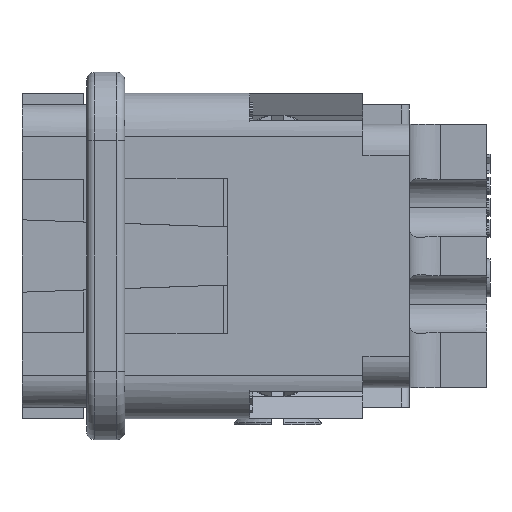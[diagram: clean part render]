
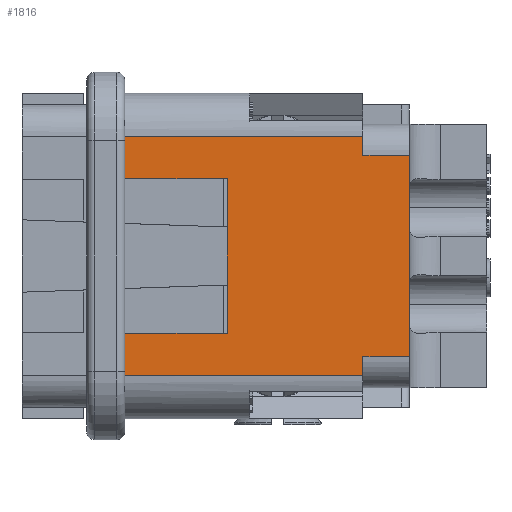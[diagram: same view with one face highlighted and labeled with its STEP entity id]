
A CAD part, left-side view. The second image highlights one B-rep face of the part: STEP entity #1816.
In plain terms, the highlighted planar face has unit normal (-1, 0, 0).
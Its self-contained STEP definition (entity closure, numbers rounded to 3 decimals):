
#560=FACE_OUTER_BOUND('',#4642,.T.);
#1816=ADVANCED_FACE('90',(#560),#3058,.T.);
#3058=PLANE('',#25387);
#4642=EDGE_LOOP('',(#6325,#6326,#6327,#6328,#6329,#6330,#6331,#6332,#6333,
#6334,#6335,#6336));
#6325=ORIENTED_EDGE('',*,*,#15817,.F.);
#6326=ORIENTED_EDGE('',*,*,#15818,.F.);
#6327=ORIENTED_EDGE('',*,*,#15819,.T.);
#6328=ORIENTED_EDGE('',*,*,#15788,.F.);
#6329=ORIENTED_EDGE('',*,*,#15816,.T.);
#6330=ORIENTED_EDGE('',*,*,#15820,.T.);
#6331=ORIENTED_EDGE('',*,*,#15821,.F.);
#6332=ORIENTED_EDGE('',*,*,#15822,.T.);
#6333=ORIENTED_EDGE('',*,*,#15823,.F.);
#6334=ORIENTED_EDGE('',*,*,#15824,.T.);
#6335=ORIENTED_EDGE('',*,*,#15825,.F.);
#6336=ORIENTED_EDGE('',*,*,#15792,.F.);
#13345=VERTEX_POINT('',#33759);
#13346=VERTEX_POINT('',#33760);
#13349=VERTEX_POINT('',#33766);
#13350=VERTEX_POINT('',#33768);
#13372=VERTEX_POINT('',#33814);
#13373=VERTEX_POINT('',#33818);
#13374=VERTEX_POINT('',#33820);
#13375=VERTEX_POINT('',#33823);
#13376=VERTEX_POINT('',#33825);
#13377=VERTEX_POINT('',#33827);
#13378=VERTEX_POINT('',#33829);
#13379=VERTEX_POINT('',#33831);
#15788=EDGE_CURVE('5815',#13345,#13346,#19302,.T.);
#15792=EDGE_CURVE('5816',#13349,#13350,#19306,.T.);
#15816=EDGE_CURVE('5942',#13345,#13372,#19324,.T.);
#15817=EDGE_CURVE('5995',#13373,#13349,#19325,.T.);
#15818=EDGE_CURVE('4483',#13374,#13373,#19326,.T.);
#15819=EDGE_CURVE('5994',#13374,#13346,#19327,.T.);
#15820=EDGE_CURVE('4799',#13372,#13375,#19328,.T.);
#15821=EDGE_CURVE('4878',#13376,#13375,#19329,.T.);
#15822=EDGE_CURVE('',#13376,#13377,#19330,.T.);
#15823=EDGE_CURVE('4877',#13378,#13377,#19331,.T.);
#15824=EDGE_CURVE('4800',#13378,#13379,#19332,.T.);
#15825=EDGE_CURVE('5943',#13350,#13379,#19333,.T.);
#19302=LINE('',#33758,#22343);
#19306=LINE('',#33767,#22347);
#19324=LINE('',#33815,#22365);
#19325=LINE('',#33817,#22366);
#19326=LINE('',#33819,#22367);
#19327=LINE('',#33821,#22368);
#19328=LINE('',#33822,#22369);
#19329=LINE('',#33824,#22370);
#19330=LINE('',#33826,#22371);
#19331=LINE('',#33828,#22372);
#19332=LINE('',#33830,#22373);
#19333=LINE('',#33832,#22374);
#22343=VECTOR('',#27342,1.);
#22347=VECTOR('',#27346,1.);
#22365=VECTOR('',#27378,1.);
#22366=VECTOR('',#27381,1.);
#22367=VECTOR('',#27382,1.);
#22368=VECTOR('',#27383,1.);
#22369=VECTOR('',#27384,1.);
#22370=VECTOR('',#27385,1.);
#22371=VECTOR('',#27386,1.);
#22372=VECTOR('',#27387,1.);
#22373=VECTOR('',#27388,1.);
#22374=VECTOR('',#27389,1.);
#25387=AXIS2_PLACEMENT_3D('',#33833,#27390,#27391);
#27342=DIRECTION('',(0.,0.,1.));
#27346=DIRECTION('',(0.,0.,1.));
#27378=DIRECTION('',(0.,-1.,0.));
#27381=DIRECTION('',(0.,1.,0.));
#27382=DIRECTION('',(0.,0.,1.));
#27383=DIRECTION('',(0.,1.,0.));
#27384=DIRECTION('',(0.,0.,1.));
#27385=DIRECTION('',(0.,1.,0.));
#27386=DIRECTION('',(0.,0.,1.));
#27387=DIRECTION('',(0.,-1.,0.));
#27388=DIRECTION('',(0.,0.,1.));
#27389=DIRECTION('',(0.,-1.,0.));
#27390=DIRECTION('',(-1.,0.,0.));
#27391=DIRECTION('',(0.,0.,-1.));
#33758=CARTESIAN_POINT('',(-10.5,-6.625,-7.7));
#33759=CARTESIAN_POINT('',(-10.5,-6.625,-7.7));
#33760=CARTESIAN_POINT('',(-10.5,-6.625,-5.));
#33766=CARTESIAN_POINT('',(-10.5,-6.625,5.));
#33767=CARTESIAN_POINT('',(-10.5,-6.625,5.));
#33768=CARTESIAN_POINT('',(-10.5,-6.625,7.7));
#33814=CARTESIAN_POINT('',(-10.5,-22.,-7.7));
#33815=CARTESIAN_POINT('',(-10.5,-6.625,-7.7));
#33817=CARTESIAN_POINT('',(-10.5,-22.,5.));
#33818=CARTESIAN_POINT('',(-10.5,-13.25,5.));
#33819=CARTESIAN_POINT('',(-10.5,-13.25,-4.9));
#33820=CARTESIAN_POINT('',(-10.5,-13.25,-5.));
#33821=CARTESIAN_POINT('',(-10.5,-22.,-5.));
#33822=CARTESIAN_POINT('',(-10.5,-22.,-7.7));
#33823=CARTESIAN_POINT('',(-10.5,-22.,-6.5));
#33824=CARTESIAN_POINT('',(-10.5,-24.2,-6.5));
#33825=CARTESIAN_POINT('',(-10.5,-25.,-6.5));
#33826=CARTESIAN_POINT('',(-10.5,-25.,-7.7));
#33827=CARTESIAN_POINT('',(-10.5,-25.,6.5));
#33828=CARTESIAN_POINT('',(-10.5,-22.,6.5));
#33829=CARTESIAN_POINT('',(-10.5,-22.,6.5));
#33830=CARTESIAN_POINT('',(-10.5,-22.,6.5));
#33831=CARTESIAN_POINT('',(-10.5,-22.,7.7));
#33832=CARTESIAN_POINT('',(-10.5,-6.625,7.7));
#33833=CARTESIAN_POINT('',(-10.5,0.,-7.7));
